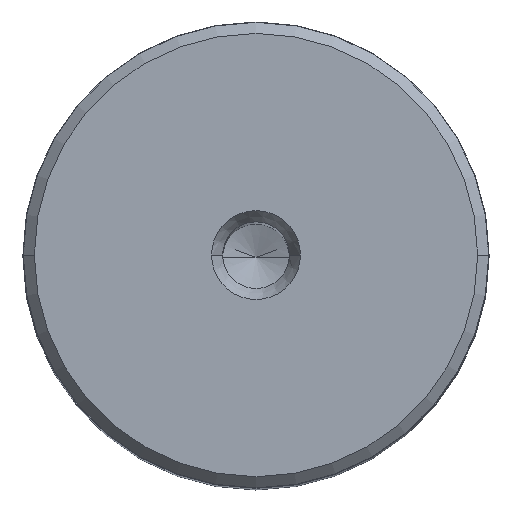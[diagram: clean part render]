
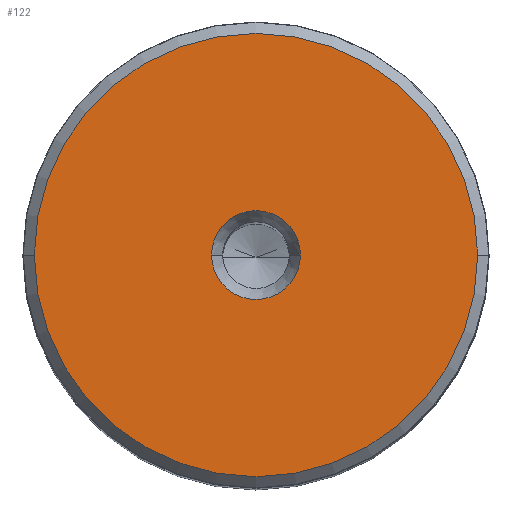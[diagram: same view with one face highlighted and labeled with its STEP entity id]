
A CAD part, top view. The second image highlights one B-rep face of the part: STEP entity #122.
In plain terms, the highlighted planar face has unit normal (0, 0, 1).
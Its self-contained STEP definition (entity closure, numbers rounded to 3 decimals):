
#68=PLANE('',#1083);
#78=FACE_BOUND('',#249,.T.);
#79=FACE_BOUND('',#250,.T.);
#122=ADVANCED_FACE('',(#78,#79),#68,.F.);
#249=EDGE_LOOP('',(#446,#447));
#250=EDGE_LOOP('',(#448,#449));
#446=ORIENTED_EDGE('',*,*,#650,.T.);
#447=ORIENTED_EDGE('',*,*,#652,.T.);
#448=ORIENTED_EDGE('',*,*,#653,.T.);
#449=ORIENTED_EDGE('',*,*,#654,.T.);
#544=VERTEX_POINT('',#1650);
#545=VERTEX_POINT('',#1652);
#546=VERTEX_POINT('',#1658);
#547=VERTEX_POINT('',#1659);
#650=EDGE_CURVE('',#545,#544,#739,.T.);
#652=EDGE_CURVE('',#544,#545,#740,.T.);
#653=EDGE_CURVE('',#546,#547,#741,.T.);
#654=EDGE_CURVE('',#547,#546,#742,.T.);
#739=CIRCLE('',#1077,19.961);
#740=CIRCLE('',#1079,19.961);
#741=CIRCLE('',#1081,4.);
#742=CIRCLE('',#1082,4.);
#1077=AXIS2_PLACEMENT_3D('',#1651,#1377,#1378);
#1079=AXIS2_PLACEMENT_3D('',#1655,#1382,#1383);
#1081=AXIS2_PLACEMENT_3D('',#1657,#1386,#1387);
#1082=AXIS2_PLACEMENT_3D('',#1660,#1388,#1389);
#1083=AXIS2_PLACEMENT_3D('',#1661,#1390,#1391);
#1377=DIRECTION('',(0.,0.,1.));
#1378=DIRECTION('',(1.,0.,0.));
#1382=DIRECTION('',(0.,0.,1.));
#1383=DIRECTION('',(-1.,0.,0.));
#1386=DIRECTION('',(0.,0.,-1.));
#1387=DIRECTION('',(1.,0.,0.));
#1388=DIRECTION('',(0.,0.,-1.));
#1389=DIRECTION('',(-1.,0.,0.));
#1390=DIRECTION('',(0.,0.,-1.));
#1391=DIRECTION('',(1.,0.,0.));
#1650=CARTESIAN_POINT('',(-19.961,0.,0.));
#1651=CARTESIAN_POINT('',(0.,0.,0.));
#1652=CARTESIAN_POINT('',(19.961,0.,0.));
#1655=CARTESIAN_POINT('',(0.,0.,0.));
#1657=CARTESIAN_POINT('',(0.,0.,0.));
#1658=CARTESIAN_POINT('',(4.,0.,0.));
#1659=CARTESIAN_POINT('',(-4.,0.,0.));
#1660=CARTESIAN_POINT('',(0.,0.,0.));
#1661=CARTESIAN_POINT('',(0.,0.,0.));
